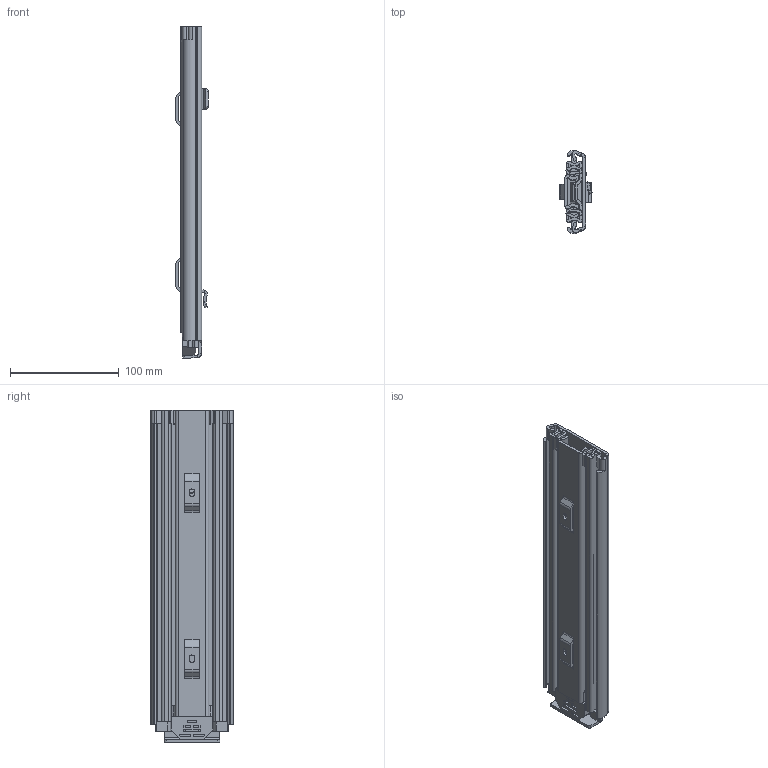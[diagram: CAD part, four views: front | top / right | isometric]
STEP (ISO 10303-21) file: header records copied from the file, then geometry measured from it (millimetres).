
FILE_DESCRIPTION (( 'STEP AP214' ), '1' );
FILE_NAME ('FR_5400_SMT.0305mm_12inch_1,5_closed_right.STEP', '2022-10-27T07:10:36', ( '' ), ( '' ), 'SwSTEP 2.0', 'SolidWorks 2020', '' );
FILE_SCHEMA (( 'AUTOMOTIVE_DESIGN' ));
Length unit declared in the file: millimetre
Products named in the file (8): 5400 Stop; 5400.XXX-02.T114_NL 12; 5400.XXX-01.T114 RIGHT_NL 12; 5400.XXX-03.T114_NL 12; FR_5400_SMT.0305mm_12inch_1,5_closed_right
Assembly tree (7 placements, depth 3):
  FR_5400_SMT.0305mm_12inch_1,5_closed_right
    5400.XXX-01.T114 RIGHT_NL 12
      5400.XXX-01.T114 RIGHT_NL 12
    5400.XXX-03.T114_NL 12
      5400.XXX-03.T114_NL 12
    5400.XXX-02.T114_NL 12
      5400.XXX-02.T114_NL 12
      5400 Stop
Bounding box: 29.79 x 76.19 x 304.8 mm (x, y, z)
Volume: 195335.6 mm3; surface area: 166268.2 mm2
Topology: 4 solids, 4 shells, 583 faces, 1538 edges, 948 vertices
Faces by surface type: plane 364, cylinder 205, bspline 14
Entity records: 18282 total; most frequent: CARTESIAN_POINT 3480, ORIENTED_EDGE 3076, DIRECTION 3046, EDGE_CURVE 1538, LINE 1078, VECTOR 1078, AXIS2_PLACEMENT_3D 984, VERTEX_POINT 948
